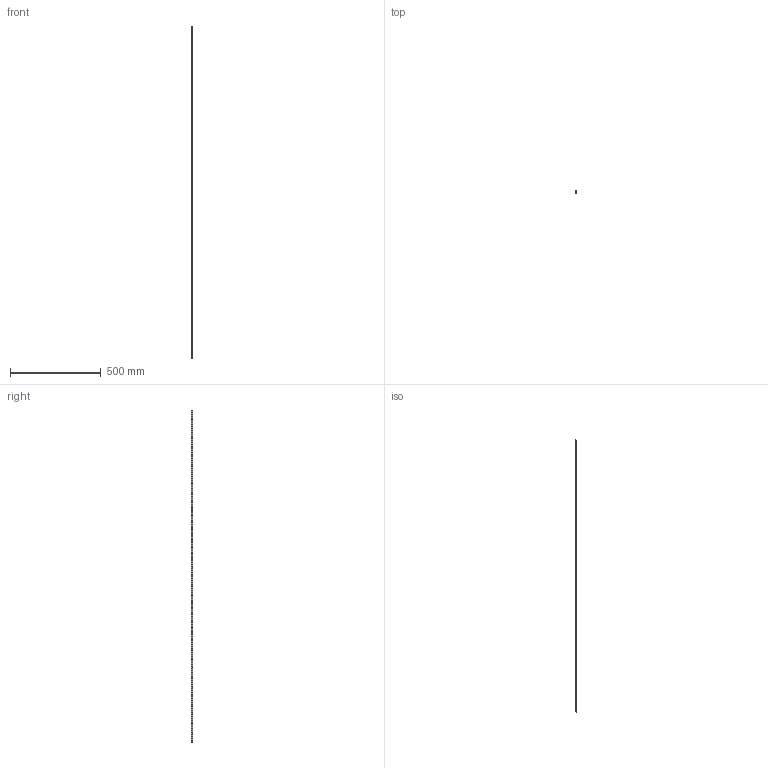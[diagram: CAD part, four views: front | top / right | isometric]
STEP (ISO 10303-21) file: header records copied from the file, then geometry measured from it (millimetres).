
FILE_DESCRIPTION (( 'STEP AP214' ), '1' );
FILE_NAME ('CRT_9E0EA2D3FD.step', '2022-06-17T14:12:38', ( '' ), ( '' ), 'SwSTEP 2.0', 'SolidWorks 2019', '' );
FILE_SCHEMA (( 'AUTOMOTIVE_DESIGN' ));
Length unit declared in the file: inch
Products named in the file (3): MQyJHktnZB_CADModel_0; CRT_9E0EA2D3FD
Assembly tree (1 placements, depth 2):
  MQyJHktnZB_CADModel_0
  CRT_9E0EA2D3FD
    MQyJHktnZB_CADModel_0
Bounding box: 4.75 x 10.98 x 1828.8 mm (x, y, z)
Volume: 61886.8 mm3; surface area: 52548.4 mm2
Topology: 1 solids, 1 shells, 88 faces, 258 edges, 172 vertices
Faces by surface type: cylinder 76, plane 12
Entity records: 4387 total; most frequent: DIRECTION 596, CARTESIAN_POINT 523, ORIENTED_EDGE 516, EDGE_CURVE 258, AXIS2_PLACEMENT_3D 245, VERTEX_POINT 172, EDGE_LOOP 158, CIRCLE 152
